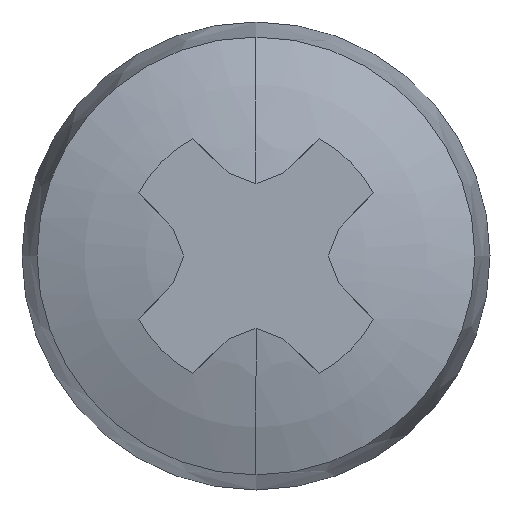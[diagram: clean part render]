
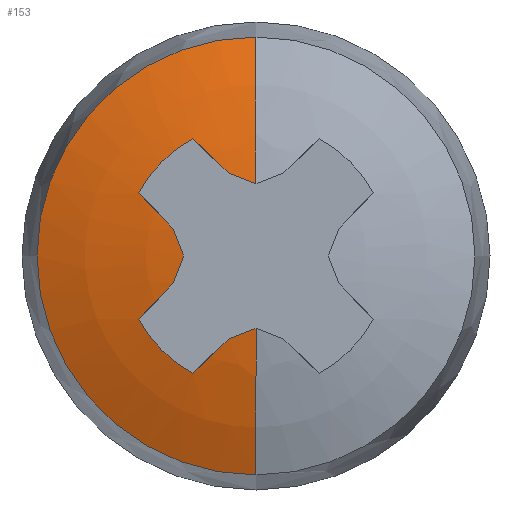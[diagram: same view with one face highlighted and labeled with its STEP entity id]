
A CAD part, left-side view. The second image highlights one B-rep face of the part: STEP entity #153.
In plain terms, the highlighted toroidal (fillet/blend) face has major radius 0.005 mm and minor radius 7.982 mm.
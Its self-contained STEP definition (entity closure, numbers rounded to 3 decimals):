
#6 = CARTESIAN_POINT ( 'NONE',  ( -2.037, 0., 1.006 ) ) ;
#20 = DIRECTION ( 'NONE',  ( 0., 0., -1. ) ) ;
#22 = ORIENTED_EDGE ( 'NONE', *, *, #407, .T. ) ;
#29 = AXIS2_PLACEMENT_3D ( 'NONE', #927, #1051, #20 ) ;
#47 = CARTESIAN_POINT ( 'NONE',  ( -2.007, 1.154, -0.387 ) ) ;
#59 = EDGE_CURVE ( 'NONE', #244, #206, #917, .T. ) ;
#67 = CARTESIAN_POINT ( 'NONE',  ( -1.884, 0.878, -1.628 ) ) ;
#69 = CARTESIAN_POINT ( 'NONE',  ( -2.037, 0., 1.006 ) ) ;
#80 = CARTESIAN_POINT ( 'NONE',  ( -1.935, 0.715, 1.472 ) ) ;
#98 = CARTESIAN_POINT ( 'NONE',  ( -1.5, 0., 0. ) ) ;
#100 = ORIENTED_EDGE ( 'NONE', *, *, #461, .T. ) ;
#110 = VERTEX_POINT ( 'NONE', #393 ) ;
#114 = ORIENTED_EDGE ( 'NONE', *, *, #1202, .T. ) ;
#123 = EDGE_CURVE ( 'NONE', #207, #464, #438, .T. ) ;
#125 = ORIENTED_EDGE ( 'NONE', *, *, #281, .T. ) ;
#127 = ORIENTED_EDGE ( 'NONE', *, *, #1009, .T. ) ;
#136 = CIRCLE ( 'NONE', #555, 7.982 ) ;
#140 = CIRCLE ( 'NONE', #29, 1.85 ) ;
#153 = ADVANCED_FACE ( 'NONE', ( #690 ), #370, .T. ) ;
#161 = DIRECTION ( 'NONE',  ( 0., -1., 0. ) ) ;
#172 = CARTESIAN_POINT ( 'NONE',  ( -1.884, 1.628, 0.878 ) ) ;
#178 = VERTEX_POINT ( 'NONE', #877 ) ;
#179 = CARTESIAN_POINT ( 'NONE',  ( -1.5, 0., 3.041 ) ) ;
#181 = B_SPLINE_CURVE_WITH_KNOTS ( 'NONE', 3,
 ( #1152, #1131, #829, #172 ),
 .UNSPECIFIED., .F., .F.,
 ( 4, 4 ),
 ( 0., 0.001 ),
 .UNSPECIFIED. ) ;
#190 = CARTESIAN_POINT ( 'NONE',  ( -1.935, 0.715, -1.472 ) ) ;
#197 = EDGE_CURVE ( 'NONE', #798, #519, #140, .T. ) ;
#203 = VERTEX_POINT ( 'NONE', #858 ) ;
#206 = VERTEX_POINT ( 'NONE', #179 ) ;
#207 = VERTEX_POINT ( 'NONE', #470 ) ;
#229 = B_SPLINE_CURVE_WITH_KNOTS ( 'NONE', 3,
 ( #451, #513, #325, #1187 ),
 .UNSPECIFIED., .F., .F.,
 ( 4, 4 ),
 ( 0., 0. ),
 .UNSPECIFIED. ) ;
#230 = CARTESIAN_POINT ( 'NONE',  ( -2.007, 0.387, -1.154 ) ) ;
#231 = CARTESIAN_POINT ( 'NONE',  ( -2.021, 1.105, -0.258 ) ) ;
#233 = CARTESIAN_POINT ( 'NONE',  ( -2.031, 0.129, 1.055 ) ) ;
#244 = VERTEX_POINT ( 'NONE', #591 ) ;
#247 = DIRECTION ( 'NONE',  ( 0., 1., 0. ) ) ;
#261 = DIRECTION ( 'NONE',  ( 0., 0., -1. ) ) ;
#263 = CARTESIAN_POINT ( 'NONE',  ( 5.882, 0., 0. ) ) ;
#268 = EDGE_CURVE ( 'NONE', #1108, #798, #883, .T. ) ;
#281 = EDGE_CURVE ( 'NONE', #289, #206, #512, .T. ) ;
#289 = VERTEX_POINT ( 'NONE', #6 ) ;
#290 = CARTESIAN_POINT ( 'NONE',  ( -1.884, 0., 0. ) ) ;
#291 = CARTESIAN_POINT ( 'NONE',  ( -2.021, 0.258, 1.105 ) ) ;
#325 = CARTESIAN_POINT ( 'NONE',  ( -2.021, 1.105, 0.258 ) ) ;
#329 = CARTESIAN_POINT ( 'NONE',  ( -1.935, 1.472, -0.715 ) ) ;
#331 = DIRECTION ( 'NONE',  ( 0., 0., 1. ) ) ;
#349 = CARTESIAN_POINT ( 'NONE',  ( -2.021, 0.258, -1.105 ) ) ;
#353 = DIRECTION ( 'NONE',  ( 1., 0., 0. ) ) ;
#370 = TOROIDAL_SURFACE ( 'NONE', #1192, 0.005, 7.982 ) ;
#388 = CARTESIAN_POINT ( 'NONE',  ( -2.031, 0.129, -1.055 ) ) ;
#393 = CARTESIAN_POINT ( 'NONE',  ( -2.037, 0., -1.006 ) ) ;
#395 = DIRECTION ( 'NONE',  ( 0., 0., -1. ) ) ;
#397 = ORIENTED_EDGE ( 'NONE', *, *, #1111, .F. ) ;
#398 = ORIENTED_EDGE ( 'NONE', *, *, #197, .T. ) ;
#407 = EDGE_CURVE ( 'NONE', #1075, #178, #971, .T. ) ;
#425 = AXIS2_PLACEMENT_3D ( 'NONE', #290, #639, #534 ) ;
#438 = B_SPLINE_CURVE_WITH_KNOTS ( 'NONE', 3,
 ( #1043, #80, #1156, #672 ),
 .UNSPECIFIED., .F., .F.,
 ( 4, 4 ),
 ( 0., 0.001 ),
 .UNSPECIFIED. ) ;
#451 = CARTESIAN_POINT ( 'NONE',  ( -2.037, 1.006, 0. ) ) ;
#461 = EDGE_CURVE ( 'NONE', #519, #1075, #1047, .T. ) ;
#464 = VERTEX_POINT ( 'NONE', #674 ) ;
#466 = CARTESIAN_POINT ( 'NONE',  ( -2.031, 1.055, -0.129 ) ) ;
#470 = CARTESIAN_POINT ( 'NONE',  ( -1.884, 0.878, 1.628 ) ) ;
#512 = CIRCLE ( 'NONE', #518, 7.982 ) ;
#513 = CARTESIAN_POINT ( 'NONE',  ( -2.031, 1.055, 0.129 ) ) ;
#518 = AXIS2_PLACEMENT_3D ( 'NONE', #874, #247, #331 ) ;
#519 = VERTEX_POINT ( 'NONE', #865 ) ;
#526 = CARTESIAN_POINT ( 'NONE',  ( -2.037, 1.006, 0. ) ) ;
#531 = B_SPLINE_CURVE_WITH_KNOTS ( 'NONE', 3,
 ( #965, #291, #233, #69 ),
 .UNSPECIFIED., .F., .F.,
 ( 4, 4 ),
 ( 0., 0. ),
 .UNSPECIFIED. ) ;
#534 = DIRECTION ( 'NONE',  ( 0., 0., -1. ) ) ;
#544 = CIRCLE ( 'NONE', #425, 1.85 ) ;
#555 = AXIS2_PLACEMENT_3D ( 'NONE', #820, #161, #261 ) ;
#557 = ORIENTED_EDGE ( 'NONE', *, *, #59, .F. ) ;
#572 = ORIENTED_EDGE ( 'NONE', *, *, #884, .T. ) ;
#587 = ORIENTED_EDGE ( 'NONE', *, *, #610, .T. ) ;
#591 = CARTESIAN_POINT ( 'NONE',  ( -1.5, 0., -3.041 ) ) ;
#600 = CARTESIAN_POINT ( 'NONE',  ( -1.976, 1.314, -0.552 ) ) ;
#610 = EDGE_CURVE ( 'NONE', #203, #207, #544, .T. ) ;
#639 = DIRECTION ( 'NONE',  ( 1., 0., 0. ) ) ;
#649 = CARTESIAN_POINT ( 'NONE',  ( -1.884, 1.628, -0.878 ) ) ;
#664 = ORIENTED_EDGE ( 'NONE', *, *, #123, .T. ) ;
#672 = CARTESIAN_POINT ( 'NONE',  ( -2.007, 0.387, 1.154 ) ) ;
#674 = CARTESIAN_POINT ( 'NONE',  ( -2.007, 0.387, 1.154 ) ) ;
#688 = CARTESIAN_POINT ( 'NONE',  ( -2.007, 0.387, -1.154 ) ) ;
#690 = FACE_OUTER_BOUND ( 'NONE', #1210, .T. ) ;
#727 = VERTEX_POINT ( 'NONE', #980 ) ;
#731 = CARTESIAN_POINT ( 'NONE',  ( -2.037, 0., -1.006 ) ) ;
#734 = EDGE_CURVE ( 'NONE', #110, #1108, #1154, .T. ) ;
#749 = ORIENTED_EDGE ( 'NONE', *, *, #268, .T. ) ;
#750 = CARTESIAN_POINT ( 'NONE',  ( -1.884, 0.878, -1.628 ) ) ;
#763 = DIRECTION ( 'NONE',  ( 0., 0., -1. ) ) ;
#798 = VERTEX_POINT ( 'NONE', #67 ) ;
#820 = CARTESIAN_POINT ( 'NONE',  ( 5.882, 0., -0.005 ) ) ;
#829 = CARTESIAN_POINT ( 'NONE',  ( -1.935, 1.472, 0.715 ) ) ;
#830 = ORIENTED_EDGE ( 'NONE', *, *, #734, .T. ) ;
#858 = CARTESIAN_POINT ( 'NONE',  ( -1.884, 1.628, 0.878 ) ) ;
#865 = CARTESIAN_POINT ( 'NONE',  ( -1.884, 1.628, -0.878 ) ) ;
#874 = CARTESIAN_POINT ( 'NONE',  ( 5.882, 0., 0.005 ) ) ;
#876 = AXIS2_PLACEMENT_3D ( 'NONE', #98, #1023, #763 ) ;
#877 = CARTESIAN_POINT ( 'NONE',  ( -2.037, 1.006, 0. ) ) ;
#883 = B_SPLINE_CURVE_WITH_KNOTS ( 'NONE', 3,
 ( #688, #938, #190, #750 ),
 .UNSPECIFIED., .F., .F.,
 ( 4, 4 ),
 ( 0., 0.001 ),
 .UNSPECIFIED. ) ;
#884 = EDGE_CURVE ( 'NONE', #727, #203, #181, .T. ) ;
#917 = CIRCLE ( 'NONE', #876, 3.041 ) ;
#927 = CARTESIAN_POINT ( 'NONE',  ( -1.884, 0., 0. ) ) ;
#938 = CARTESIAN_POINT ( 'NONE',  ( -1.976, 0.552, -1.314 ) ) ;
#965 = CARTESIAN_POINT ( 'NONE',  ( -2.007, 0.387, 1.154 ) ) ;
#971 = B_SPLINE_CURVE_WITH_KNOTS ( 'NONE', 3,
 ( #47, #231, #466, #526 ),
 .UNSPECIFIED., .F., .F.,
 ( 4, 4 ),
 ( 0., 0. ),
 .UNSPECIFIED. ) ;
#980 = CARTESIAN_POINT ( 'NONE',  ( -2.007, 1.154, 0.387 ) ) ;
#1009 = EDGE_CURVE ( 'NONE', #178, #727, #229, .T. ) ;
#1023 = DIRECTION ( 'NONE',  ( 1., 0., 0. ) ) ;
#1043 = CARTESIAN_POINT ( 'NONE',  ( -1.884, 0.878, 1.628 ) ) ;
#1047 = B_SPLINE_CURVE_WITH_KNOTS ( 'NONE', 3,
 ( #649, #329, #600, #1177 ),
 .UNSPECIFIED., .F., .F.,
 ( 4, 4 ),
 ( 0., 0.001 ),
 .UNSPECIFIED. ) ;
#1051 = DIRECTION ( 'NONE',  ( 1., 0., 0. ) ) ;
#1075 = VERTEX_POINT ( 'NONE', #1092 ) ;
#1092 = CARTESIAN_POINT ( 'NONE',  ( -2.007, 1.154, -0.387 ) ) ;
#1108 = VERTEX_POINT ( 'NONE', #230 ) ;
#1111 = EDGE_CURVE ( 'NONE', #110, #244, #136, .T. ) ;
#1131 = CARTESIAN_POINT ( 'NONE',  ( -1.976, 1.314, 0.552 ) ) ;
#1152 = CARTESIAN_POINT ( 'NONE',  ( -2.007, 1.154, 0.387 ) ) ;
#1154 = B_SPLINE_CURVE_WITH_KNOTS ( 'NONE', 3,
 ( #731, #388, #349, #1198 ),
 .UNSPECIFIED., .F., .F.,
 ( 4, 4 ),
 ( 0., 0. ),
 .UNSPECIFIED. ) ;
#1156 = CARTESIAN_POINT ( 'NONE',  ( -1.976, 0.552, 1.314 ) ) ;
#1177 = CARTESIAN_POINT ( 'NONE',  ( -2.007, 1.154, -0.387 ) ) ;
#1187 = CARTESIAN_POINT ( 'NONE',  ( -2.007, 1.154, 0.387 ) ) ;
#1192 = AXIS2_PLACEMENT_3D ( 'NONE', #263, #353, #395 ) ;
#1198 = CARTESIAN_POINT ( 'NONE',  ( -2.007, 0.387, -1.154 ) ) ;
#1202 = EDGE_CURVE ( 'NONE', #464, #289, #531, .T. ) ;
#1210 = EDGE_LOOP ( 'NONE', ( #114, #125, #557, #397, #830, #749, #398, #100, #22, #127, #572, #587, #664 ) ) ;
